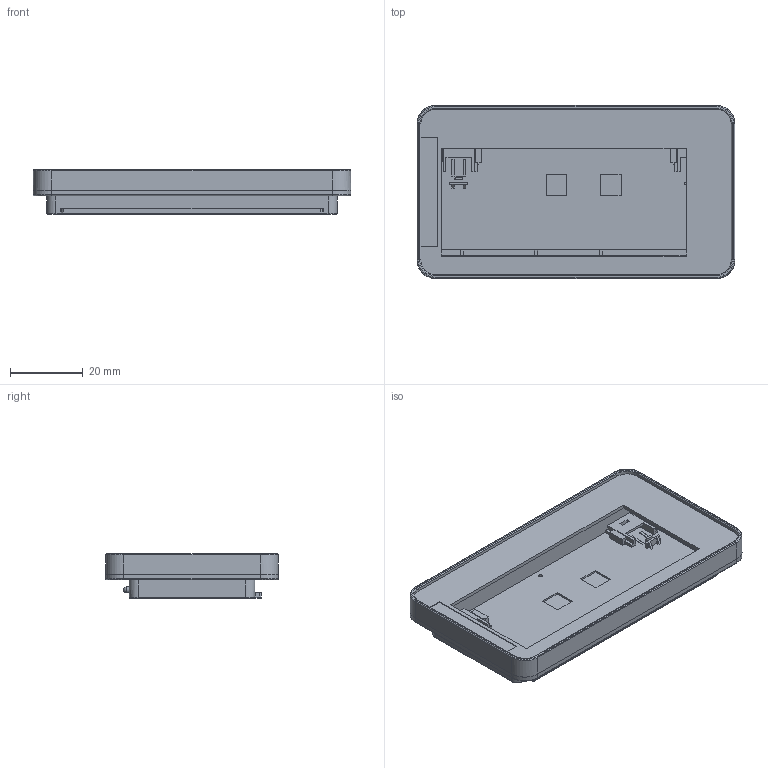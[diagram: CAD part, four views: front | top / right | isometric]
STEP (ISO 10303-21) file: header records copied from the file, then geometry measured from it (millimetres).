
FILE_DESCRIPTION(/* description */ (''),/* implementation_level */ '2;1');
FILE_NAME(/* name */ '123.stp',/* time_stamp */ '2015-01-14T13:39:31+08:00',/* author */ (''),/* organization */ (''),/* preprocessor_version */ 'ST-DEVELOPER v14',/* originating_system */ 'SIEMENS PLM Software NX 8.0',/* authorisation */ '');
FILE_SCHEMA (('AUTOMOTIVE_DESIGN { 1 0 10303 214 3 1 1 1 }'));
Length unit declared in the file: millimetre
Products named in the file (1): Admi0ED81EEA3h9y
Bounding box: 87.4 x 47.6 x 12.24 mm (x, y, z)
Volume: 12597.8 mm3; surface area: 20421 mm2
Topology: 4 solids, 4 shells, 811 faces, 2264 edges, 1491 vertices
Faces by surface type: plane 663, cylinder 62, bspline 40, cone 34, torus 8, sphere 4
Full cylindrical faces by diameter (mm): 1 x1
Entity records: 27656 total; most frequent: CARTESIAN_POINT 6926, ORIENTED_EDGE 4524, DIRECTION 3899, EDGE_CURVE 2262, LINE 1929, VECTOR 1929, VERTEX_POINT 1489, AXIS2_PLACEMENT_3D 985
